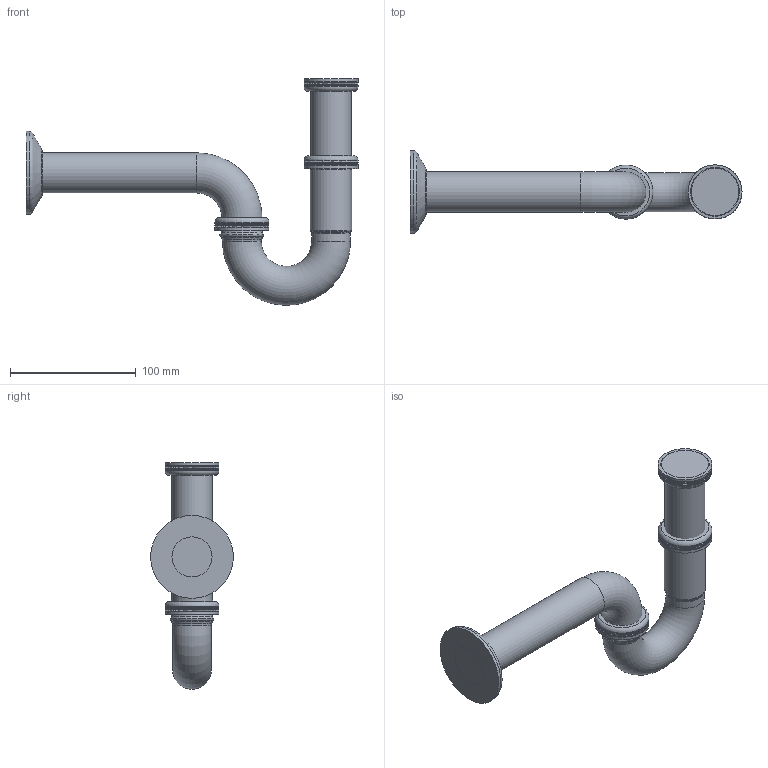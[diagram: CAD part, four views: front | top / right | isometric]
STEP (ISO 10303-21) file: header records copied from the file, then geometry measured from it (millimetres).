
FILE_DESCRIPTION(/* description */ ('Unknown'),/* implementation_level */ '2;1');
FILE_NAME(/* name */ '28947000',/* time_stamp */ '2022-09-09T18:18:10+02:00',/* author */ ('Unknown'),/* organization */ ('GROHE AG'),/* preprocessor_version */ 'ST-DEVELOPER v16.7',/* originating_system */ 'DEX',/* authorisation */ $);
FILE_SCHEMA (('AUTOMOTIVE_DESIGN {1 0 10303 214 3 1 1}'));
Products named in the file (8): 28947000; 28947000_0; 28947000_1; 28947000_2; 28947000_3; 28947000_4; 28947000_5
Assembly tree (7 placements, depth 2):
  28947000
    28947000
    28947000_0
    28947000_1
    28947000_2
    28947000_3
    28947000_4
    28947000_5
Bounding box: 264.5 x 66 x 180.46 mm (x, y, z)
Volume: 453041.9 mm3; surface area: 75182.2 mm2
Topology: 7 solids, 7 shells, 4384 faces, 7119 edges, 2758 vertices
Faces by surface type: plane 2183, cone 2167, torus 21, cylinder 13
Full cylindrical faces by diameter (mm): 31 x1, 32 x4, 33 x1, 43 x6, 66 x1
Entity records: 96429 total; most frequent: CARTESIAN_POINT 27180, ORIENTED_EDGE 14148, DIRECTION 13212, EDGE_CURVE 7074, AXIS2_PLACEMENT_3D 6066, EDGE_LOOP 4434, FACE_BOUND 4434, ADVANCED_FACE 4384
